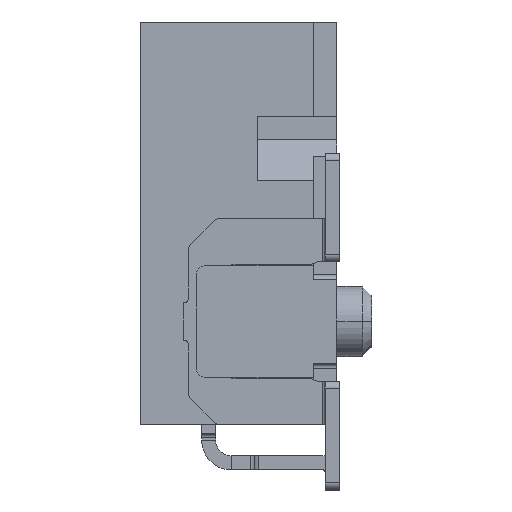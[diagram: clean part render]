
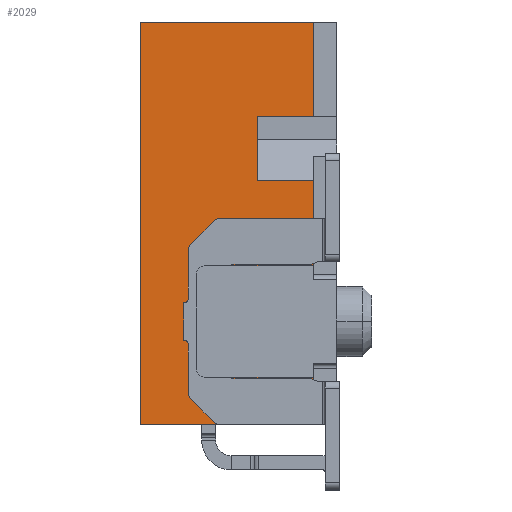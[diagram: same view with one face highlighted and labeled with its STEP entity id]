
A CAD part, left-side view. The second image highlights one B-rep face of the part: STEP entity #2029.
In plain terms, the highlighted planar face has unit normal (-1, 0, 0).
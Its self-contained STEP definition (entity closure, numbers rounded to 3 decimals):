
#179 = DIRECTION ( 'NONE',  ( 1., 0., 0. ) ) ;
#290 = VECTOR ( 'NONE', #72794, 1000. ) ;
#1060 = EDGE_CURVE ( 'NONE', #15009, #13813, #34853, .T. ) ;
#2029 = ADVANCED_FACE ( 'NONE', ( #29134 ), #61250, .F. ) ;
#2133 = DIRECTION ( 'NONE',  ( 0., -1., 0. ) ) ;
#2370 = DIRECTION ( 'NONE',  ( 0., -1., 0. ) ) ;
#4793 = ORIENTED_EDGE ( 'NONE', *, *, #7011, .T. ) ;
#5527 = ORIENTED_EDGE ( 'NONE', *, *, #25580, .T. ) ;
#7011 = EDGE_CURVE ( 'NONE', #40109, #43079, #63009, .T. ) ;
#8944 = VECTOR ( 'NONE', #29119, 1000. ) ;
#9621 = CARTESIAN_POINT ( 'NONE',  ( -9.62, -1.6, -0.4 ) ) ;
#9827 = LINE ( 'NONE', #45309, #77321 ) ;
#10000 = CARTESIAN_POINT ( 'NONE',  ( -9.62, 0.7, 0.805 ) ) ;
#11331 = EDGE_CURVE ( 'NONE', #56085, #21524, #24025, .T. ) ;
#12111 = VECTOR ( 'NONE', #67885, 1000. ) ;
#13813 = VERTEX_POINT ( 'NONE', #9621 ) ;
#13996 = AXIS2_PLACEMENT_3D ( 'NONE', #65708, #66285, #66659 ) ;
#15009 = VERTEX_POINT ( 'NONE', #70331 ) ;
#15655 = CARTESIAN_POINT ( 'NONE',  ( -9.62, -0.4, 4.814 ) ) ;
#15913 = ORIENTED_EDGE ( 'NONE', *, *, #74319, .T. ) ;
#16523 = DIRECTION ( 'NONE',  ( 0., 1., 0. ) ) ;
#17185 = AXIS2_PLACEMENT_3D ( 'NONE', #10000, #55615, #16523 ) ;
#17301 = CARTESIAN_POINT ( 'NONE',  ( -9.62, -1.6, 0.605 ) ) ;
#17434 = ORIENTED_EDGE ( 'NONE', *, *, #1060, .T. ) ;
#18099 = ORIENTED_EDGE ( 'NONE', *, *, #33725, .T. ) ;
#18383 = VECTOR ( 'NONE', #2133, 1000. ) ;
#19182 = LINE ( 'NONE', #41381, #34458 ) ;
#20023 = CARTESIAN_POINT ( 'NONE',  ( -9.62, 0.7, 2.995 ) ) ;
#20217 = VERTEX_POINT ( 'NONE', #51040 ) ;
#21524 = VERTEX_POINT ( 'NONE', #49074 ) ;
#24025 = LINE ( 'NONE', #60324, #39369 ) ;
#24456 = VERTEX_POINT ( 'NONE', #59311 ) ;
#25460 = EDGE_CURVE ( 'NONE', #56085, #52792, #70527, .T. ) ;
#25580 = EDGE_CURVE ( 'NONE', #24456, #15009, #82817, .T. ) ;
#25849 = DIRECTION ( 'NONE',  ( 0., 0., -1. ) ) ;
#25981 = EDGE_CURVE ( 'NONE', #21524, #20217, #66238, .T. ) ;
#26147 = ORIENTED_EDGE ( 'NONE', *, *, #25460, .T. ) ;
#27706 = ORIENTED_EDGE ( 'NONE', *, *, #74806, .T. ) ;
#29119 = DIRECTION ( 'NONE',  ( 0., 0., 1. ) ) ;
#29134 = FACE_OUTER_BOUND ( 'NONE', #50285, .T. ) ;
#29875 = CARTESIAN_POINT ( 'NONE',  ( -9.62, 0.9, 0.605 ) ) ;
#30309 = EDGE_CURVE ( 'NONE', #20217, #31205, #32401, .T. ) ;
#30481 = VECTOR ( 'NONE', #77174, 1000. ) ;
#30767 = CARTESIAN_POINT ( 'NONE',  ( -9.62, -1.6, 8.2 ) ) ;
#31205 = VERTEX_POINT ( 'NONE', #57957 ) ;
#31837 = CARTESIAN_POINT ( 'NONE',  ( -9.62, 0.9, 0.805 ) ) ;
#32401 = LINE ( 'NONE', #30767, #65159 ) ;
#33725 = EDGE_CURVE ( 'NONE', #52523, #31205, #47682, .T. ) ;
#34458 = VECTOR ( 'NONE', #47996, 1000. ) ;
#34853 = LINE ( 'NONE', #60428, #290 ) ;
#35319 = CARTESIAN_POINT ( 'NONE',  ( -9.62, 0.7, 0.605 ) ) ;
#37403 = DIRECTION ( 'NONE',  ( 0., 0., -1. ) ) ;
#37736 = ORIENTED_EDGE ( 'NONE', *, *, #79832, .F. ) ;
#38486 = DIRECTION ( 'NONE',  ( 0., -1., 0. ) ) ;
#38982 = DIRECTION ( 'NONE',  ( 0., 1., 0. ) ) ;
#39087 = CARTESIAN_POINT ( 'NONE',  ( -9.62, 0.7, 2.795 ) ) ;
#39369 = VECTOR ( 'NONE', #53872, 1000. ) ;
#40109 = VERTEX_POINT ( 'NONE', #31837 ) ;
#40655 = AXIS2_PLACEMENT_3D ( 'NONE', #39087, #179, #45701 ) ;
#40682 = VERTEX_POINT ( 'NONE', #79353 ) ;
#40923 = CARTESIAN_POINT ( 'NONE',  ( -9.62, 0.9, 2.795 ) ) ;
#41381 = CARTESIAN_POINT ( 'NONE',  ( -9.62, -1.6, 8.2 ) ) ;
#41504 = VECTOR ( 'NONE', #38486, 1000. ) ;
#43079 = VERTEX_POINT ( 'NONE', #40923 ) ;
#43499 = EDGE_CURVE ( 'NONE', #44899, #40109, #48587, .T. ) ;
#44899 = VERTEX_POINT ( 'NONE', #35319 ) ;
#45022 = CIRCLE ( 'NONE', #40655, 0.2 ) ;
#45309 = CARTESIAN_POINT ( 'NONE',  ( -9.62, -1.6, 8.2 ) ) ;
#45701 = DIRECTION ( 'NONE',  ( 0., 1., 0. ) ) ;
#47682 = LINE ( 'NONE', #84358, #41504 ) ;
#47996 = DIRECTION ( 'NONE',  ( 0., 0., 1. ) ) ;
#48587 = CIRCLE ( 'NONE', #17185, 0.2 ) ;
#48962 = LINE ( 'NONE', #80588, #81827 ) ;
#49074 = CARTESIAN_POINT ( 'NONE',  ( -9.62, -0.4, 4.814 ) ) ;
#50132 = EDGE_CURVE ( 'NONE', #40682, #52792, #9827, .T. ) ;
#50285 = EDGE_LOOP ( 'NONE', ( #75623, #26147, #80070, #37736, #5527, #17434, #75037, #27706, #81406, #4793, #15913, #18099, #59777, #77626 ) ) ;
#51040 = CARTESIAN_POINT ( 'NONE',  ( -9.62, -1.6, 4.814 ) ) ;
#52523 = VERTEX_POINT ( 'NONE', #20023 ) ;
#52792 = VERTEX_POINT ( 'NONE', #68816 ) ;
#53872 = DIRECTION ( 'NONE',  ( 0., 0., -1. ) ) ;
#55568 = LINE ( 'NONE', #71679, #70961 ) ;
#55615 = DIRECTION ( 'NONE',  ( 1., 0., 0. ) ) ;
#56085 = VERTEX_POINT ( 'NONE', #74885 ) ;
#57957 = CARTESIAN_POINT ( 'NONE',  ( -9.62, -1.6, 2.995 ) ) ;
#59311 = CARTESIAN_POINT ( 'NONE',  ( -9.62, 2.1, 8.2 ) ) ;
#59777 = ORIENTED_EDGE ( 'NONE', *, *, #30309, .F. ) ;
#60324 = CARTESIAN_POINT ( 'NONE',  ( -9.62, -0.4, 4.814 ) ) ;
#60428 = CARTESIAN_POINT ( 'NONE',  ( -9.62, 2.1, -0.4 ) ) ;
#61096 = EDGE_CURVE ( 'NONE', #13813, #75172, #19182, .T. ) ;
#61250 = PLANE ( 'NONE',  #13996 ) ;
#63009 = LINE ( 'NONE', #29875, #8944 ) ;
#65159 = VECTOR ( 'NONE', #37403, 1000. ) ;
#65708 = CARTESIAN_POINT ( 'NONE',  ( -9.62, 2.1, 8.2 ) ) ;
#66238 = LINE ( 'NONE', #15655, #12111 ) ;
#66285 = DIRECTION ( 'NONE',  ( 1., 0., 0. ) ) ;
#66659 = DIRECTION ( 'NONE',  ( 0., 1., 0. ) ) ;
#67885 = DIRECTION ( 'NONE',  ( 0., -1., 0. ) ) ;
#68816 = CARTESIAN_POINT ( 'NONE',  ( -9.62, -1.6, 6.18 ) ) ;
#70331 = CARTESIAN_POINT ( 'NONE',  ( -9.62, 2.1, -0.4 ) ) ;
#70527 = LINE ( 'NONE', #80347, #18383 ) ;
#70531 = CARTESIAN_POINT ( 'NONE',  ( -9.62, 2.1, 8.2 ) ) ;
#70961 = VECTOR ( 'NONE', #38982, 1000. ) ;
#71679 = CARTESIAN_POINT ( 'NONE',  ( -9.62, 0.9, 0.605 ) ) ;
#72794 = DIRECTION ( 'NONE',  ( 0., -1., 0. ) ) ;
#74319 = EDGE_CURVE ( 'NONE', #43079, #52523, #45022, .T. ) ;
#74806 = EDGE_CURVE ( 'NONE', #75172, #44899, #55568, .T. ) ;
#74885 = CARTESIAN_POINT ( 'NONE',  ( -9.62, -0.4, 6.18 ) ) ;
#75037 = ORIENTED_EDGE ( 'NONE', *, *, #61096, .T. ) ;
#75172 = VERTEX_POINT ( 'NONE', #17301 ) ;
#75623 = ORIENTED_EDGE ( 'NONE', *, *, #11331, .F. ) ;
#77174 = DIRECTION ( 'NONE',  ( 0., 0., -1. ) ) ;
#77321 = VECTOR ( 'NONE', #25849, 1000. ) ;
#77626 = ORIENTED_EDGE ( 'NONE', *, *, #25981, .F. ) ;
#79353 = CARTESIAN_POINT ( 'NONE',  ( -9.62, -1.6, 8.2 ) ) ;
#79832 = EDGE_CURVE ( 'NONE', #24456, #40682, #48962, .T. ) ;
#80070 = ORIENTED_EDGE ( 'NONE', *, *, #50132, .F. ) ;
#80347 = CARTESIAN_POINT ( 'NONE',  ( -9.62, -0.4, 6.18 ) ) ;
#80588 = CARTESIAN_POINT ( 'NONE',  ( -9.62, 2.1, 8.2 ) ) ;
#81406 = ORIENTED_EDGE ( 'NONE', *, *, #43499, .T. ) ;
#81827 = VECTOR ( 'NONE', #2370, 1000. ) ;
#82817 = LINE ( 'NONE', #70531, #30481 ) ;
#84358 = CARTESIAN_POINT ( 'NONE',  ( -9.62, 0.9, 2.995 ) ) ;
